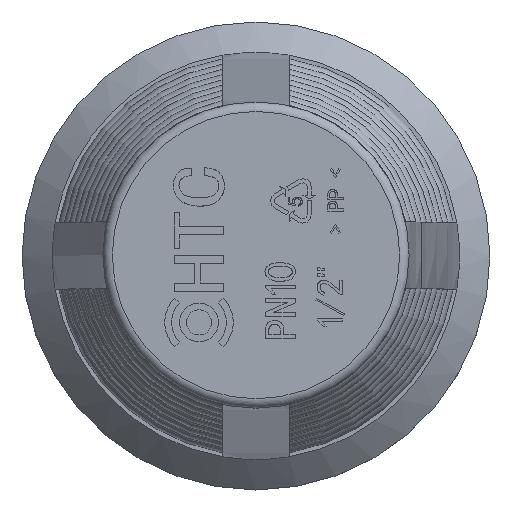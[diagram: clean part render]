
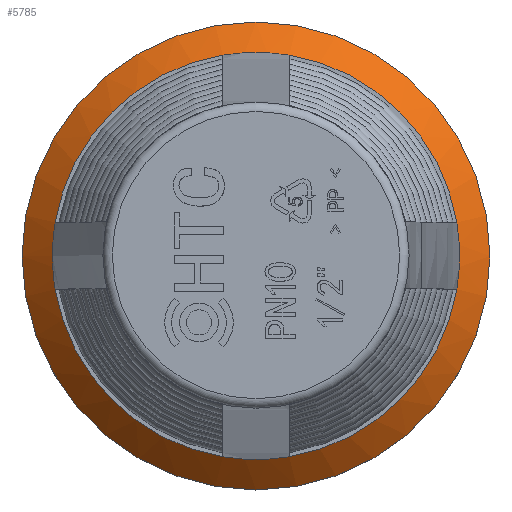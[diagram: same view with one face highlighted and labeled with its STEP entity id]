
A CAD part, top view. The second image highlights one B-rep face of the part: STEP entity #5785.
In plain terms, the highlighted conical face has half-angle 46.847 degrees and reference radius 10.7 mm.
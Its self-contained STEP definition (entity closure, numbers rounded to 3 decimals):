
#4912=CONICAL_SURFACE('',#22153,10.7,46.847);
#5785=ADVANCED_FACE('',(#7556,#7557),#4912,.T.);
#7315=CIRCLE('',#22055,10.7);
#7317=CIRCLE('',#22057,10.7);
#7319=CIRCLE('',#22059,10.7);
#7321=CIRCLE('',#22061,10.7);
#7323=CIRCLE('',#22064,10.7);
#7324=CIRCLE('',#22066,10.7);
#7326=CIRCLE('',#22069,10.7);
#7329=CIRCLE('',#22073,10.7);
#7403=CIRCLE('',#22149,12.3);
#7556=FACE_BOUND('',#7653,.T.);
#7557=FACE_BOUND('',#7654,.T.);
#7653=EDGE_LOOP('',(#12811,#12812,#12813,#12814,#12815,#12816,#12817,#12818));
#7654=EDGE_LOOP('',(#12819));
#12811=ORIENTED_EDGE('',*,*,#19393,.T.);
#12812=ORIENTED_EDGE('',*,*,#19382,.F.);
#12813=ORIENTED_EDGE('',*,*,#19405,.T.);
#12814=ORIENTED_EDGE('',*,*,#19360,.F.);
#12815=ORIENTED_EDGE('',*,*,#19399,.T.);
#12816=ORIENTED_EDGE('',*,*,#19338,.F.);
#12817=ORIENTED_EDGE('',*,*,#19395,.T.);
#12818=ORIENTED_EDGE('',*,*,#19316,.F.);
#12819=ORIENTED_EDGE('',*,*,#19559,.F.);
#17642=VERTEX_POINT('',#28112);
#17643=VERTEX_POINT('',#28114);
#17664=VERTEX_POINT('',#28228);
#17665=VERTEX_POINT('',#28230);
#17686=VERTEX_POINT('',#28344);
#17687=VERTEX_POINT('',#28346);
#17708=VERTEX_POINT('',#28460);
#17709=VERTEX_POINT('',#28462);
#17869=VERTEX_POINT('',#29082);
#19316=EDGE_CURVE('',#17642,#17643,#7315,.T.);
#19338=EDGE_CURVE('',#17664,#17665,#7317,.T.);
#19360=EDGE_CURVE('',#17686,#17687,#7319,.T.);
#19382=EDGE_CURVE('',#17708,#17709,#7321,.T.);
#19393=EDGE_CURVE('',#17642,#17709,#7323,.T.);
#19395=EDGE_CURVE('',#17664,#17643,#7324,.T.);
#19399=EDGE_CURVE('',#17686,#17665,#7326,.T.);
#19405=EDGE_CURVE('',#17708,#17687,#7329,.T.);
#19559=EDGE_CURVE('',#17869,#17869,#7403,.T.);
#22055=AXIS2_PLACEMENT_3D('',#28113,#23430,#23431);
#22057=AXIS2_PLACEMENT_3D('',#28229,#23434,#23435);
#22059=AXIS2_PLACEMENT_3D('',#28345,#23438,#23439);
#22061=AXIS2_PLACEMENT_3D('',#28461,#23442,#23443);
#22064=AXIS2_PLACEMENT_3D('',#28507,#23450,#23451);
#22066=AXIS2_PLACEMENT_3D('',#28511,#23455,#23456);
#22069=AXIS2_PLACEMENT_3D('',#28518,#23463,#23464);
#22073=AXIS2_PLACEMENT_3D('',#28528,#23474,#23475);
#22149=AXIS2_PLACEMENT_3D('',#29081,#23626,#23627);
#22153=AXIS2_PLACEMENT_3D('',#29087,#23634,#23635);
#23430=DIRECTION('',(0.,0.,1.));
#23431=DIRECTION('',(1.,0.,0.));
#23434=DIRECTION('',(0.,0.,1.));
#23435=DIRECTION('',(0.,1.,0.));
#23438=DIRECTION('',(0.,0.,1.));
#23439=DIRECTION('',(-1.,0.,0.));
#23442=DIRECTION('',(0.,0.,1.));
#23443=DIRECTION('',(0.,-1.,0.));
#23450=DIRECTION('',(0.,0.,-1.));
#23451=DIRECTION('',(-1.,0.,0.));
#23455=DIRECTION('',(0.,0.,-1.));
#23456=DIRECTION('',(-1.,0.,0.));
#23463=DIRECTION('',(0.,0.,-1.));
#23464=DIRECTION('',(-1.,0.,0.));
#23474=DIRECTION('',(0.,0.,-1.));
#23475=DIRECTION('',(-1.,0.,0.));
#23626=DIRECTION('',(0.,0.,-1.));
#23627=DIRECTION('',(-1.,0.,0.));
#23634=DIRECTION('',(0.,0.,-1.));
#23635=DIRECTION('',(-1.,0.,0.));
#28112=CARTESIAN_POINT('',(-10.556,1.75,-6.5));
#28113=CARTESIAN_POINT('',(0.,0.,-6.5));
#28114=CARTESIAN_POINT('',(-10.556,-1.75,-6.5));
#28228=CARTESIAN_POINT('',(-1.75,-10.556,-6.5));
#28229=CARTESIAN_POINT('',(0.,0.,-6.5));
#28230=CARTESIAN_POINT('',(1.75,-10.556,-6.5));
#28344=CARTESIAN_POINT('',(10.556,-1.75,-6.5));
#28345=CARTESIAN_POINT('',(0.,0.,-6.5));
#28346=CARTESIAN_POINT('',(10.556,1.75,-6.5));
#28460=CARTESIAN_POINT('',(1.75,10.556,-6.5));
#28461=CARTESIAN_POINT('',(0.,0.,-6.5));
#28462=CARTESIAN_POINT('',(-1.75,10.556,-6.5));
#28507=CARTESIAN_POINT('',(0.,0.,-6.5));
#28511=CARTESIAN_POINT('',(0.,0.,-6.5));
#28518=CARTESIAN_POINT('',(0.,0.,-6.5));
#28528=CARTESIAN_POINT('',(0.,0.,-6.5));
#29081=CARTESIAN_POINT('',(0.,0.,-8.));
#29082=CARTESIAN_POINT('',(-12.3,0.,-8.));
#29087=CARTESIAN_POINT('',(0.,0.,-6.5));
